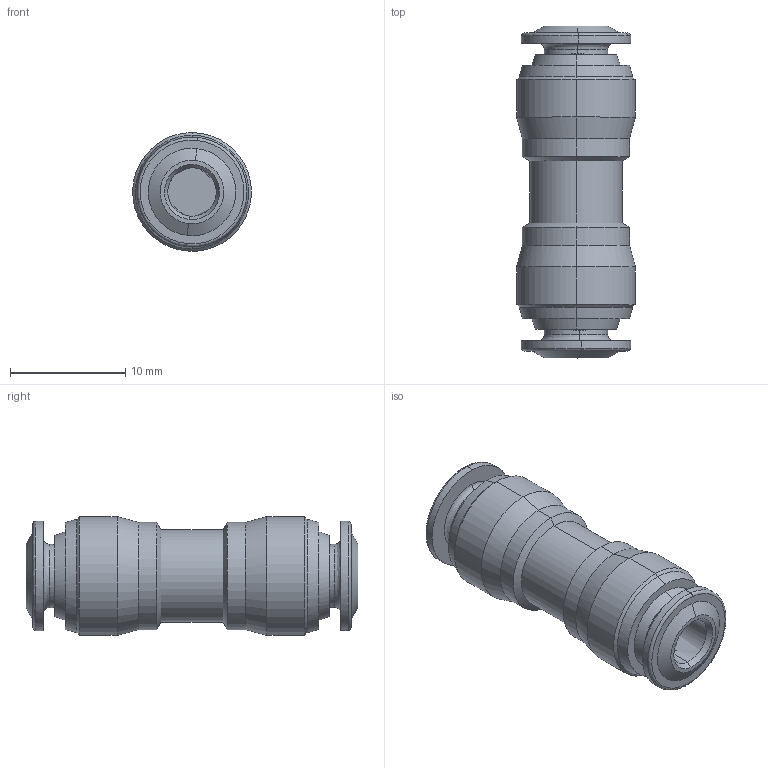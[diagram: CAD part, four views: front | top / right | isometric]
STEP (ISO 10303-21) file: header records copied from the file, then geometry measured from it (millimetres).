
FILE_DESCRIPTION (( 'STEP AP214' ), '1' );
FILE_NAME ('PUC04_ME.STEP', '2018-09-06T13:41:14', ( '' ), ( '' ), 'SwSTEP 2.0', 'SolidWorks 2018', '' );
FILE_SCHEMA (( 'AUTOMOTIVE_DESIGN' ));
Length unit declared in the file: millimetre
Products named in the file (1): PUC04_ME
Bounding box: 10.29 x 28.8 x 10.3 mm (x, y, z)
Volume: 1714.7 mm3; surface area: 1255.1 mm2
Topology: 1 solids, 1 shells, 86 faces, 198 edges, 120 vertices
Faces by surface type: bspline 86
Entity records: 3355 total; most frequent: CARTESIAN_POINT 2157, ORIENTED_EDGE 396, EDGE_CURVE 198, B_SPLINE_CURVE_WITH_KNOTS 133, VERTEX_POINT 120, EDGE_LOOP 100, FACE_OUTER_BOUND 86, ADVANCED_FACE 86
